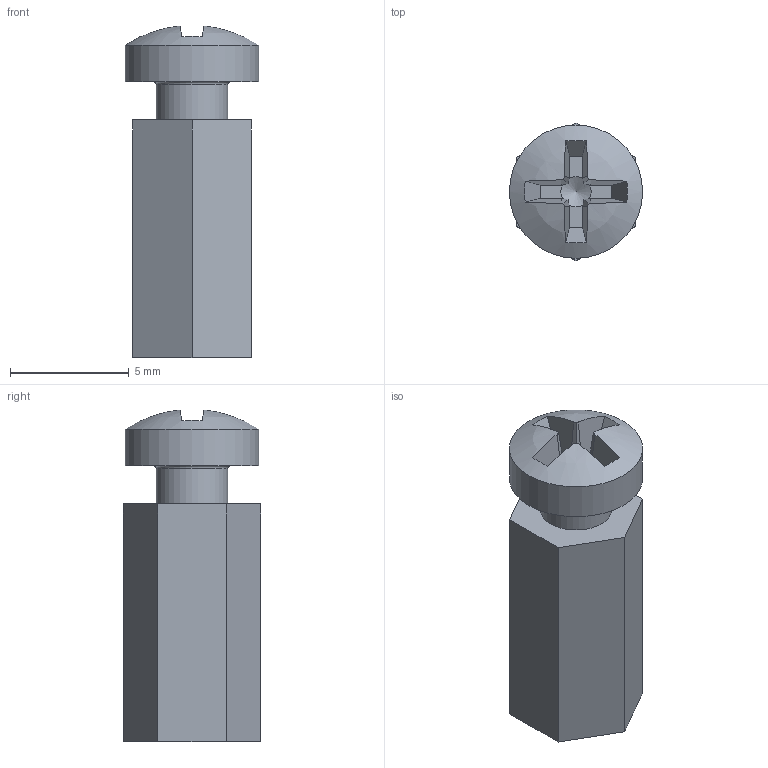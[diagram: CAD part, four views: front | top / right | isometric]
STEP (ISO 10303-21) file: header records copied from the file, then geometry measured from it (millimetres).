
FILE_DESCRIPTION(/* description */ (''),/* implementation_level */ '2;1');
FILE_NAME(/* name */ '5f46a54fd35b6815d25cb08d',/* time_stamp */ '2020-08-26T18:09:20+00:00',/* author */ (''),/* organization */ (''),/* preprocessor_version */ 'ST-DEVELOPER v16.7',/* originating_system */ $,/* authorisation */ $);
FILE_SCHEMA (('AUTOMOTIVE_DESIGN {1 0 10303 214 3 1 1}'));
Length unit declared in the file: metre
Products named in the file (3): PCB spacer 10mm; Spacer M3x10; PH Pan head screw M3x0.50 x 10
Assembly tree (2 placements, depth 2):
  PCB spacer 10mm
    Spacer M3x10
    PH Pan head screw M3x0.50 x 10
Bounding box: 5.6 x 5.77 x 13.95 mm (x, y, z)
Volume: 256.4 mm3; surface area: 486.1 mm2
Topology: 2 solids, 2 shells, 41 faces, 108 edges, 71 vertices
Faces by surface type: plane 34, cylinder 3, cone 2, torus 1, sphere 1
Full cylindrical faces by diameter (mm): 3 x2, 5.6 x1
Entity records: 1300 total; most frequent: CARTESIAN_POINT 235, DIRECTION 210, ORIENTED_EDGE 196, EDGE_CURVE 98, AXIS2_PLACEMENT_3D 76, VERTEX_POINT 69, LINE 58, VECTOR 58
